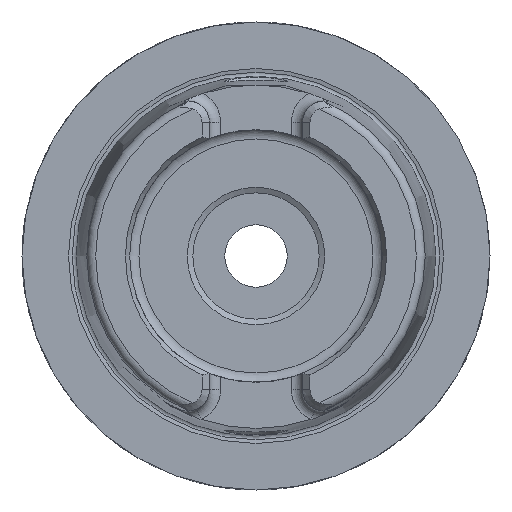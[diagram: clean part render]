
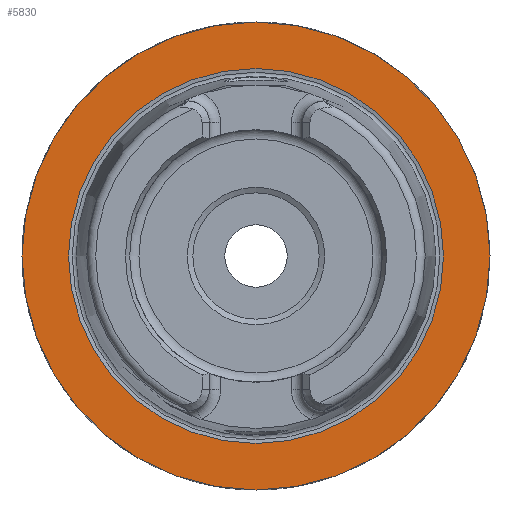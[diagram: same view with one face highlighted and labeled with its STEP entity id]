
A CAD part, left-side view. The second image highlights one B-rep face of the part: STEP entity #5830.
In plain terms, the highlighted planar face has unit normal (-1, 0, 0).
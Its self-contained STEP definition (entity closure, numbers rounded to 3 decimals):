
#1872=CARTESIAN_POINT('',(0.,31.5,0.0));
#1873=VERTEX_POINT('',#1872);
#1874=CARTESIAN_POINT('',(0.0,0.0,0.0));
#1875=DIRECTION('',(1.0,0.0,0.0));
#1876=DIRECTION('',(0.0,1.0,0.0));
#1877=AXIS2_PLACEMENT_3D('',#1874,#1875,#1876);
#1878=CIRCLE('',#1877,31.5);
#1879=EDGE_CURVE('',#1873,#1873,#1878,.T.);
#5772=CARTESIAN_POINT('',(0.,25.238,0.0));
#5773=VERTEX_POINT('',#5772);
#5774=CARTESIAN_POINT('',(0.,0.0,0.0));
#5775=DIRECTION('',(1.0,0.0,0.0));
#5776=DIRECTION('',(0.0,1.0,0.0));
#5777=AXIS2_PLACEMENT_3D('',#5774,#5775,#5776);
#5778=CIRCLE('',#5777,25.238);
#5779=EDGE_CURVE('',#5773,#5773,#5778,.T.);
#5819=CARTESIAN_POINT('',(0.,27.91,0.0));
#5820=DIRECTION('',(-1.0,0.0,0.0));
#5821=DIRECTION('',(0.0,0.0,1.0));
#5822=AXIS2_PLACEMENT_3D('',#5819,#5820,#5821);
#5823=PLANE('',#5822);
#5824=ORIENTED_EDGE('',*,*,#1879,.F.);
#5825=EDGE_LOOP('',(#5824));
#5826=FACE_OUTER_BOUND('',#5825,.T.);
#5827=ORIENTED_EDGE('',*,*,#5779,.T.);
#5828=EDGE_LOOP('',(#5827));
#5829=FACE_BOUND('',#5828,.T.);
#5830=ADVANCED_FACE('',(#5826,#5829),#5823,.T.);
